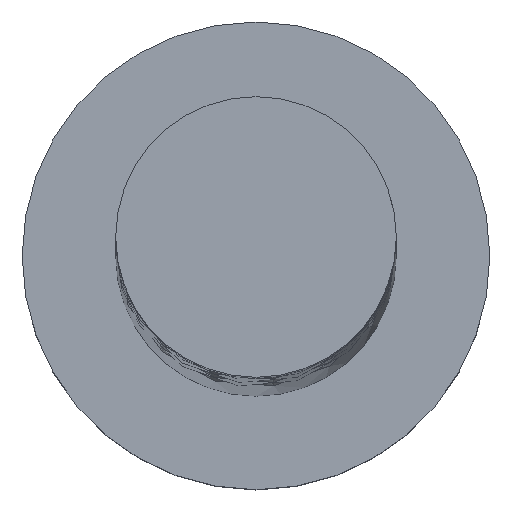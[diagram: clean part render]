
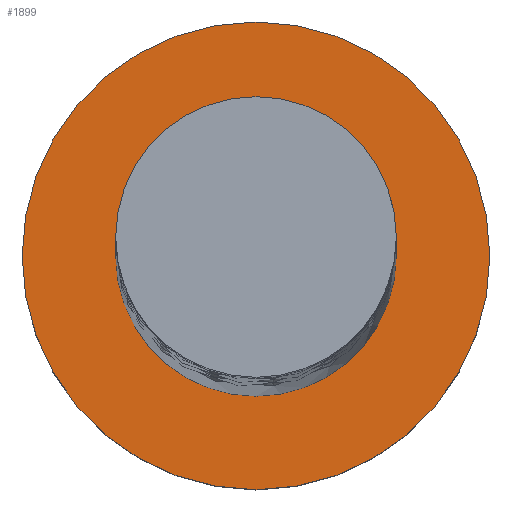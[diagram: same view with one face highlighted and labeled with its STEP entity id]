
A CAD part, top view. The second image highlights one B-rep face of the part: STEP entity #1899.
In plain terms, the highlighted planar face has unit normal (0, 0, 1).
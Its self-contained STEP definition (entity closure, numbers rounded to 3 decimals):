
#46 = ORIENTED_EDGE ( 'NONE', *, *, #84, .F. ) ;
#84 = EDGE_CURVE ( 'NONE', #1246, #1939, #1824, .T. ) ;
#108 = DIRECTION ( 'NONE',  ( 1., 0., 0. ) ) ;
#177 = EDGE_LOOP ( 'NONE', ( #1697, #953 ) ) ;
#199 = EDGE_CURVE ( 'NONE', #1939, #1246, #744, .T. ) ;
#207 = AXIS2_PLACEMENT_3D ( 'NONE', #1840, #902, #108 ) ;
#260 = CARTESIAN_POINT ( 'NONE',  ( 0., 0., 7. ) ) ;
#296 = CARTESIAN_POINT ( 'NONE',  ( 10., 0., 7. ) ) ;
#367 = EDGE_CURVE ( 'NONE', #484, #972, #605, .T. ) ;
#384 = DIRECTION ( 'NONE',  ( 0., 0., 1. ) ) ;
#394 = CARTESIAN_POINT ( 'NONE',  ( 6., 0., 7. ) ) ;
#395 = CARTESIAN_POINT ( 'NONE',  ( -10., 0., 7. ) ) ;
#458 = EDGE_CURVE ( 'NONE', #972, #484, #860, .T. ) ;
#484 = VERTEX_POINT ( 'NONE', #296 ) ;
#506 = FACE_BOUND ( 'NONE', #618, .T. ) ;
#537 = DIRECTION ( 'NONE',  ( 0., 0., 1. ) ) ;
#569 = CARTESIAN_POINT ( 'NONE',  ( 0., 0., 7. ) ) ;
#605 = CIRCLE ( 'NONE', #779, 10. ) ;
#618 = EDGE_LOOP ( 'NONE', ( #46, #1815 ) ) ;
#744 = CIRCLE ( 'NONE', #1920, 6. ) ;
#746 = DIRECTION ( 'NONE',  ( 1., 0., 0. ) ) ;
#779 = AXIS2_PLACEMENT_3D ( 'NONE', #569, #885, #927 ) ;
#860 = CIRCLE ( 'NONE', #1198, 10. ) ;
#885 = DIRECTION ( 'NONE',  ( 0., 0., 1. ) ) ;
#889 = PLANE ( 'NONE',  #207 ) ;
#902 = DIRECTION ( 'NONE',  ( 0., 0., 1. ) ) ;
#927 = DIRECTION ( 'NONE',  ( 1., 0., 0. ) ) ;
#953 = ORIENTED_EDGE ( 'NONE', *, *, #367, .T. ) ;
#972 = VERTEX_POINT ( 'NONE', #395 ) ;
#1190 = DIRECTION ( 'NONE',  ( 1., 0., 0. ) ) ;
#1195 = DIRECTION ( 'NONE',  ( 1., 0., 0. ) ) ;
#1198 = AXIS2_PLACEMENT_3D ( 'NONE', #1208, #2035, #746 ) ;
#1208 = CARTESIAN_POINT ( 'NONE',  ( 0., 0., 7. ) ) ;
#1246 = VERTEX_POINT ( 'NONE', #1438 ) ;
#1438 = CARTESIAN_POINT ( 'NONE',  ( -6., 0., 7. ) ) ;
#1649 = FACE_OUTER_BOUND ( 'NONE', #177, .T. ) ;
#1691 = AXIS2_PLACEMENT_3D ( 'NONE', #260, #384, #1195 ) ;
#1697 = ORIENTED_EDGE ( 'NONE', *, *, #458, .T. ) ;
#1796 = CARTESIAN_POINT ( 'NONE',  ( 0., 0., 7. ) ) ;
#1815 = ORIENTED_EDGE ( 'NONE', *, *, #199, .F. ) ;
#1824 = CIRCLE ( 'NONE', #1691, 6. ) ;
#1840 = CARTESIAN_POINT ( 'NONE',  ( 0., 0., 7. ) ) ;
#1899 = ADVANCED_FACE ( 'NONE', ( #506, #1649 ), #889, .T. ) ;
#1920 = AXIS2_PLACEMENT_3D ( 'NONE', #1796, #537, #1190 ) ;
#1939 = VERTEX_POINT ( 'NONE', #394 ) ;
#2035 = DIRECTION ( 'NONE',  ( 0., 0., 1. ) ) ;
